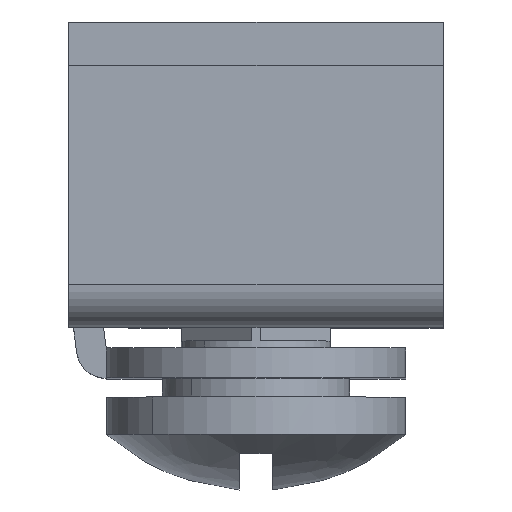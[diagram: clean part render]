
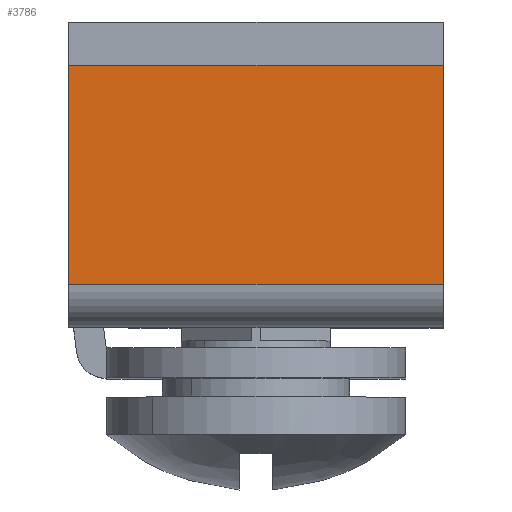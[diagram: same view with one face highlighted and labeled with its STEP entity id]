
A CAD part, top view. The second image highlights one B-rep face of the part: STEP entity #3786.
In plain terms, the highlighted free-form (B-spline) face has degree [1, 1] with [2, 2] control points.
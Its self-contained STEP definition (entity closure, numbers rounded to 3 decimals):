
#3459=CARTESIAN_POINT('',(-10.,2.3,14.3));
#3460=VERTEX_POINT('',#3459);
#3474=CARTESIAN_POINT('',(-10.,14.0,14.3));
#3475=VERTEX_POINT('',#3474);
#3476=CARTESIAN_POINT('',(-10.,14.0,14.3));
#3477=CARTESIAN_POINT('',(-10.,2.3,14.3));
#3478=QUASI_UNIFORM_CURVE('',1,(#3476,#3477),.UNSPECIFIED.,.F.,.U.);
#3479=EDGE_CURVE('',#3475,#3460,#3478,.T.);
#3539=CARTESIAN_POINT('',(10.0,14.0,14.3));
#3540=VERTEX_POINT('',#3539);
#3546=CARTESIAN_POINT('',(10.0,2.3,14.3));
#3547=VERTEX_POINT('',#3546);
#3548=CARTESIAN_POINT('',(10.0,14.0,14.3));
#3549=CARTESIAN_POINT('',(10.0,2.3,14.3));
#3550=QUASI_UNIFORM_CURVE('',1,(#3548,#3549),.UNSPECIFIED.,.F.,.U.);
#3551=EDGE_CURVE('',#3540,#3547,#3550,.T.);
#3763=CARTESIAN_POINT('',(10.0,2.3,14.3));
#3764=CARTESIAN_POINT('',(-10.,2.3,14.3));
#3765=QUASI_UNIFORM_CURVE('',1,(#3763,#3764),.UNSPECIFIED.,.F.,.U.);
#3766=EDGE_CURVE('',#3547,#3460,#3765,.T.);
#3771=CARTESIAN_POINT('',(10.999,1.716,14.3));
#3772=CARTESIAN_POINT('',(-10.999,1.716,14.3));
#3773=CARTESIAN_POINT('',(10.999,14.584,14.3));
#3774=CARTESIAN_POINT('',(-10.999,14.584,14.3));
#3775=B_SPLINE_SURFACE_WITH_KNOTS('',1,1,((#3771,#3773),(#3772,#3774)),.UNSPECIFIED.,.F.,.F.,.U.,(2,2),(2,2),(0.0,21.998),(0.0,12.869),.UNSPECIFIED.);
#3776=ORIENTED_EDGE('',*,*,#3479,.T.);
#3777=ORIENTED_EDGE('',*,*,#3766,.F.);
#3778=ORIENTED_EDGE('',*,*,#3551,.F.);
#3779=CARTESIAN_POINT('',(10.0,14.0,14.3));
#3780=CARTESIAN_POINT('',(-10.,14.0,14.3));
#3781=QUASI_UNIFORM_CURVE('',1,(#3779,#3780),.UNSPECIFIED.,.F.,.U.);
#3782=EDGE_CURVE('',#3540,#3475,#3781,.T.);
#3783=ORIENTED_EDGE('',*,*,#3782,.T.);
#3784=EDGE_LOOP('',(#3776,#3777,#3778,#3783));
#3785=FACE_OUTER_BOUND('',#3784,.T.);
#3786=ADVANCED_FACE('',(#3785),#3775,.F.);
